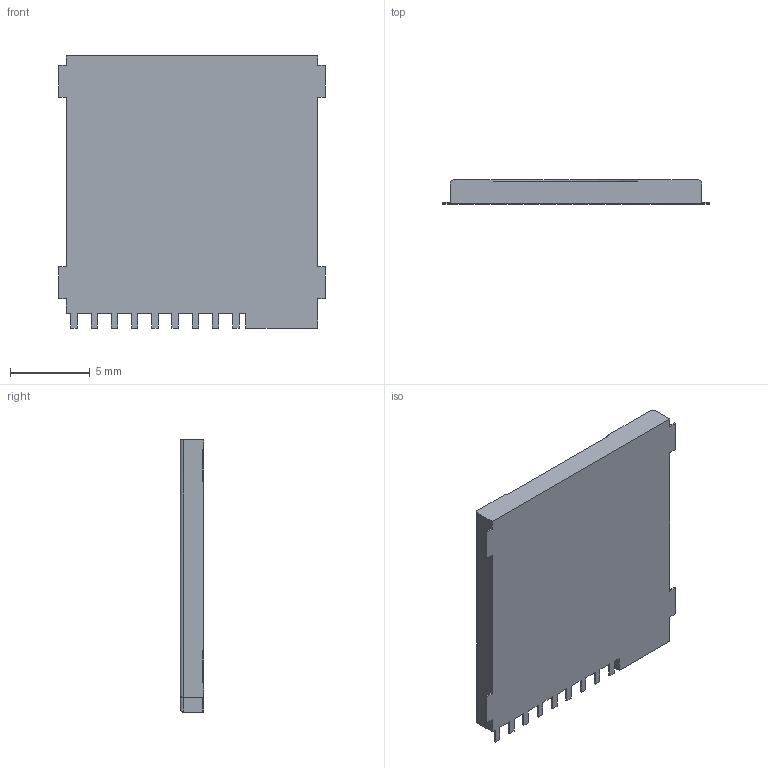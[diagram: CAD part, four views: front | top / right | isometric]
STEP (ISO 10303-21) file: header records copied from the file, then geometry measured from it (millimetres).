
FILE_DESCRIPTION (( 'STEP AP203' ), '1' );
FILE_NAME ('SIM ¿¨×ùÐÂ.STEP', '2022-06-16T06:13:43', ( '' ), ( '' ), 'SwSTEP 2.0', 'SolidWorks 2016', '' );
FILE_SCHEMA (( 'CONFIG_CONTROL_DESIGN' ));
Length unit declared in the file: millimetre
Products named in the file (1): SIM 縐釱陔
Bounding box: 16.75 x 1.5 x 17.08 mm (x, y, z)
Volume: 386 mm3; surface area: 631.9 mm2
Topology: 1 solids, 1 shells, 94 faces, 248 edges, 164 vertices
Faces by surface type: plane 74, cylinder 20
Entity records: 2949 total; most frequent: CARTESIAN_POINT 519, ORIENTED_EDGE 496, DIRECTION 466, EDGE_CURVE 248, LINE 212, VECTOR 212, VERTEX_POINT 164, AXIS2_PLACEMENT_3D 127
